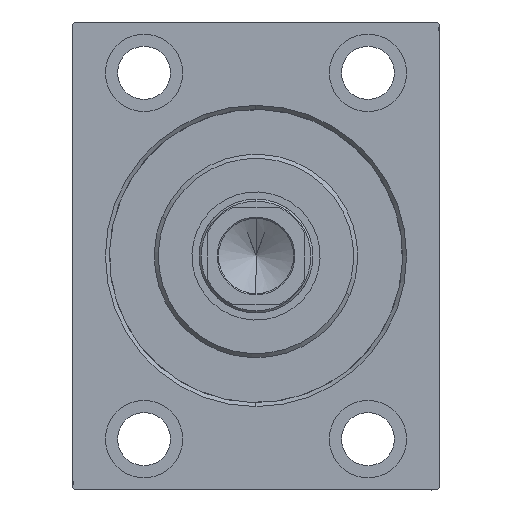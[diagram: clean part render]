
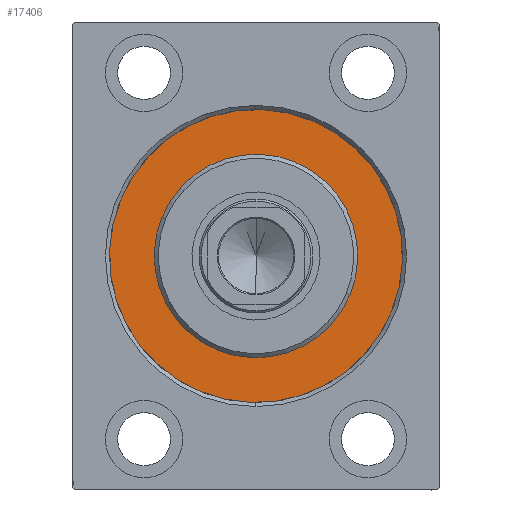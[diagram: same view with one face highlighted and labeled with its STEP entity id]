
A CAD part, left-side view. The second image highlights one B-rep face of the part: STEP entity #17406.
In plain terms, the highlighted face is planar.
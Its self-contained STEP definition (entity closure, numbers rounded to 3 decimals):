
#1386 = EDGE_CURVE ( 'NONE', #39203, #1456, #25994, .T. ) ;
#1431 = ORIENTED_EDGE ( 'NONE', *, *, #1386, .F. ) ;
#1456 = VERTEX_POINT ( 'NONE', #8262 ) ;
#1753 = DIRECTION ( 'NONE',  ( 1., 0., 0. ) ) ;
#2845 = EDGE_CURVE ( 'NONE', #22637, #31398, #43855, .T. ) ;
#3613 = CARTESIAN_POINT ( 'NONE',  ( 0., 0., -36. ) ) ;
#5351 = DIRECTION ( 'NONE',  ( -1., 0., 0. ) ) ;
#5566 = DIRECTION ( 'NONE',  ( -1., 0., 0. ) ) ;
#5704 = FACE_BOUND ( 'NONE', #19557, .T. ) ;
#8262 = CARTESIAN_POINT ( 'NONE',  ( 0., 0., 36. ) ) ;
#9102 = AXIS2_PLACEMENT_3D ( 'NONE', #43014, #5566, #26063 ) ;
#10174 = CARTESIAN_POINT ( 'NONE',  ( 0., 0., 0. ) ) ;
#10638 = EDGE_CURVE ( 'NONE', #1456, #39203, #31194, .T. ) ;
#12476 = AXIS2_PLACEMENT_3D ( 'NONE', #35884, #5351, #18966 ) ;
#17073 = AXIS2_PLACEMENT_3D ( 'NONE', #10174, #21323, #30680 ) ;
#17406 = ADVANCED_FACE ( 'NONE', ( #5704, #29766 ), #19310, .F. ) ;
#18966 = DIRECTION ( 'NONE',  ( 0., 0., 1. ) ) ;
#19310 = PLANE ( 'NONE',  #42371 ) ;
#19557 = EDGE_LOOP ( 'NONE', ( #20107, #40915 ) ) ;
#20107 = ORIENTED_EDGE ( 'NONE', *, *, #2845, .F. ) ;
#20211 = EDGE_LOOP ( 'NONE', ( #1431, #34953 ) ) ;
#21323 = DIRECTION ( 'NONE',  ( 1., 0., 0. ) ) ;
#22637 = VERTEX_POINT ( 'NONE', #30637 ) ;
#22719 = DIRECTION ( 'NONE',  ( 0., 0., -1. ) ) ;
#25994 = CIRCLE ( 'NONE', #12476, 36. ) ;
#26063 = DIRECTION ( 'NONE',  ( 0., 0., 1. ) ) ;
#27441 = AXIS2_PLACEMENT_3D ( 'NONE', #39204, #1753, #22719 ) ;
#27953 = DIRECTION ( 'NONE',  ( 0., 0., 1. ) ) ;
#29766 = FACE_OUTER_BOUND ( 'NONE', #20211, .T. ) ;
#30637 = CARTESIAN_POINT ( 'NONE',  ( 0., 0., 25. ) ) ;
#30680 = DIRECTION ( 'NONE',  ( 0., 0., -1. ) ) ;
#31194 = CIRCLE ( 'NONE', #9102, 36. ) ;
#31301 = DIRECTION ( 'NONE',  ( -1., 0., 0. ) ) ;
#31398 = VERTEX_POINT ( 'NONE', #40533 ) ;
#34569 = EDGE_CURVE ( 'NONE', #31398, #22637, #39849, .T. ) ;
#34953 = ORIENTED_EDGE ( 'NONE', *, *, #10638, .F. ) ;
#35884 = CARTESIAN_POINT ( 'NONE',  ( 0., 0., 0. ) ) ;
#39203 = VERTEX_POINT ( 'NONE', #3613 ) ;
#39204 = CARTESIAN_POINT ( 'NONE',  ( 0., 0., 0. ) ) ;
#39849 = CIRCLE ( 'NONE', #17073, 25. ) ;
#40533 = CARTESIAN_POINT ( 'NONE',  ( 0., 0., -25. ) ) ;
#40915 = ORIENTED_EDGE ( 'NONE', *, *, #34569, .F. ) ;
#42371 = AXIS2_PLACEMENT_3D ( 'NONE', #43382, #31301, #27953 ) ;
#43014 = CARTESIAN_POINT ( 'NONE',  ( 0., 0., 0. ) ) ;
#43382 = CARTESIAN_POINT ( 'NONE',  ( 0., 0., 0. ) ) ;
#43855 = CIRCLE ( 'NONE', #27441, 25. ) ;
